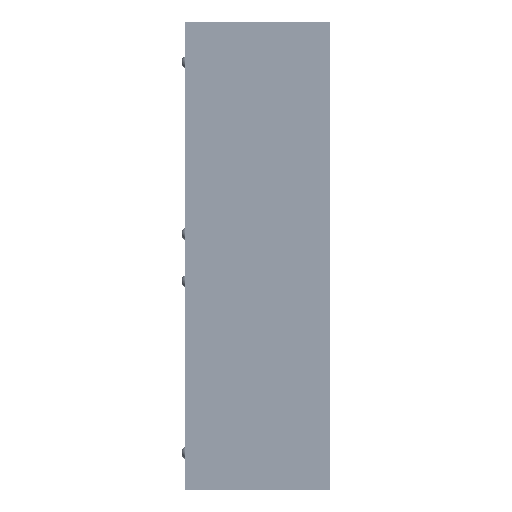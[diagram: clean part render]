
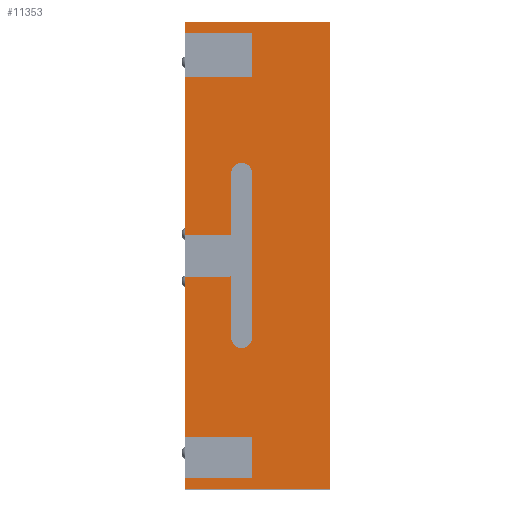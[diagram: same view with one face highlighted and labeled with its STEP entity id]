
A CAD part, left-side view. The second image highlights one B-rep face of the part: STEP entity #11353.
In plain terms, the highlighted face is planar.
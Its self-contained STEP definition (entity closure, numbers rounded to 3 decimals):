
#826=PLANE('',#12265);
#1294=FACE_OUTER_BOUND('',#2039,.T.);
#2039=EDGE_LOOP('',(#9918,#9919,#9920,#9921,#9922,#9923,#9924,#9925,#9926,
#9927,#9928,#9929,#9930,#9931,#9932,#9933,#9934,#9935,#9936,#9937));
#3162=LINE('',#17781,#4351);
#3169=LINE('',#17803,#4358);
#3170=LINE('',#17805,#4359);
#3171=LINE('',#17807,#4360);
#3172=LINE('',#17809,#4361);
#3173=LINE('',#17811,#4362);
#3174=LINE('',#17813,#4363);
#3175=LINE('',#17815,#4364);
#3176=LINE('',#17817,#4365);
#3177=LINE('',#17819,#4366);
#3178=LINE('',#17821,#4367);
#3179=LINE('',#17823,#4368);
#3180=LINE('',#17825,#4369);
#3181=LINE('',#17827,#4370);
#3182=LINE('',#17829,#4371);
#3183=LINE('',#17831,#4372);
#3184=LINE('',#17833,#4373);
#3185=LINE('',#17834,#4374);
#4351=VECTOR('',#14726,10.);
#4358=VECTOR('',#14747,10.);
#4359=VECTOR('',#14750,10.);
#4360=VECTOR('',#14751,10.);
#4361=VECTOR('',#14752,10.);
#4362=VECTOR('',#14753,10.);
#4363=VECTOR('',#14754,10.);
#4364=VECTOR('',#14755,10.);
#4365=VECTOR('',#14756,10.);
#4366=VECTOR('',#14757,10.);
#4367=VECTOR('',#14758,10.);
#4368=VECTOR('',#14759,10.);
#4369=VECTOR('',#14760,10.);
#4370=VECTOR('',#14761,10.);
#4371=VECTOR('',#14762,10.);
#4372=VECTOR('',#14763,10.);
#4373=VECTOR('',#14764,10.);
#4374=VECTOR('',#14765,10.);
#4804=CIRCLE('',#12260,5.);
#4806=CIRCLE('',#12263,5.);
#5631=VERTEX_POINT('',#17778);
#5632=VERTEX_POINT('',#17780);
#5634=VERTEX_POINT('',#17786);
#5637=VERTEX_POINT('',#17793);
#5638=VERTEX_POINT('',#17795);
#5640=VERTEX_POINT('',#17801);
#5641=VERTEX_POINT('',#17806);
#5642=VERTEX_POINT('',#17808);
#5643=VERTEX_POINT('',#17810);
#5644=VERTEX_POINT('',#17812);
#5645=VERTEX_POINT('',#17814);
#5646=VERTEX_POINT('',#17816);
#5647=VERTEX_POINT('',#17818);
#5648=VERTEX_POINT('',#17820);
#5649=VERTEX_POINT('',#17822);
#5650=VERTEX_POINT('',#17824);
#5651=VERTEX_POINT('',#17826);
#5652=VERTEX_POINT('',#17828);
#5653=VERTEX_POINT('',#17830);
#5654=VERTEX_POINT('',#17832);
#7099=EDGE_CURVE('',#5632,#5631,#3162,.T.);
#7103=EDGE_CURVE('',#5631,#5634,#4804,.T.);
#7106=EDGE_CURVE('',#5638,#5637,#4806,.T.);
#7110=EDGE_CURVE('',#5637,#5640,#3169,.T.);
#7111=EDGE_CURVE('',#5634,#5638,#3170,.T.);
#7112=EDGE_CURVE('',#5640,#5641,#3171,.T.);
#7113=EDGE_CURVE('',#5641,#5642,#3172,.T.);
#7114=EDGE_CURVE('',#5642,#5643,#3173,.T.);
#7115=EDGE_CURVE('',#5643,#5644,#3174,.T.);
#7116=EDGE_CURVE('',#5644,#5645,#3175,.T.);
#7117=EDGE_CURVE('',#5645,#5646,#3176,.T.);
#7118=EDGE_CURVE('',#5646,#5647,#3177,.T.);
#7119=EDGE_CURVE('',#5647,#5648,#3178,.T.);
#7120=EDGE_CURVE('',#5648,#5649,#3179,.T.);
#7121=EDGE_CURVE('',#5649,#5650,#3180,.T.);
#7122=EDGE_CURVE('',#5650,#5651,#3181,.T.);
#7123=EDGE_CURVE('',#5651,#5652,#3182,.T.);
#7124=EDGE_CURVE('',#5652,#5653,#3183,.T.);
#7125=EDGE_CURVE('',#5653,#5654,#3184,.T.);
#7126=EDGE_CURVE('',#5654,#5632,#3185,.T.);
#9918=ORIENTED_EDGE('',*,*,#7099,.T.);
#9919=ORIENTED_EDGE('',*,*,#7103,.T.);
#9920=ORIENTED_EDGE('',*,*,#7111,.T.);
#9921=ORIENTED_EDGE('',*,*,#7106,.T.);
#9922=ORIENTED_EDGE('',*,*,#7110,.T.);
#9923=ORIENTED_EDGE('',*,*,#7112,.T.);
#9924=ORIENTED_EDGE('',*,*,#7113,.T.);
#9925=ORIENTED_EDGE('',*,*,#7114,.T.);
#9926=ORIENTED_EDGE('',*,*,#7115,.T.);
#9927=ORIENTED_EDGE('',*,*,#7116,.T.);
#9928=ORIENTED_EDGE('',*,*,#7117,.T.);
#9929=ORIENTED_EDGE('',*,*,#7118,.T.);
#9930=ORIENTED_EDGE('',*,*,#7119,.T.);
#9931=ORIENTED_EDGE('',*,*,#7120,.T.);
#9932=ORIENTED_EDGE('',*,*,#7121,.T.);
#9933=ORIENTED_EDGE('',*,*,#7122,.T.);
#9934=ORIENTED_EDGE('',*,*,#7123,.T.);
#9935=ORIENTED_EDGE('',*,*,#7124,.T.);
#9936=ORIENTED_EDGE('',*,*,#7125,.T.);
#9937=ORIENTED_EDGE('',*,*,#7126,.T.);
#11353=ADVANCED_FACE('',(#1294),#826,.T.);
#12260=AXIS2_PLACEMENT_3D('',#17788,#14733,#14734);
#12263=AXIS2_PLACEMENT_3D('',#17796,#14740,#14741);
#12265=AXIS2_PLACEMENT_3D('',#17804,#14748,#14749);
#14726=DIRECTION('',(0.,0.,1.));
#14733=DIRECTION('center_axis',(-1.,0.,0.));
#14734=DIRECTION('ref_axis',(0.,1.,0.));
#14740=DIRECTION('center_axis',(-1.,0.,0.));
#14741=DIRECTION('ref_axis',(0.,-1.,0.));
#14747=DIRECTION('',(0.,0.,1.));
#14748=DIRECTION('center_axis',(1.,0.,0.));
#14749=DIRECTION('ref_axis',(0.,0.,-1.));
#14750=DIRECTION('',(0.,0.,-1.));
#14751=DIRECTION('',(0.,-1.,0.));
#14752=DIRECTION('',(0.,0.,-1.));
#14753=DIRECTION('',(0.,1.,0.));
#14754=DIRECTION('',(0.,0.,-1.));
#14755=DIRECTION('',(0.,-1.,0.));
#14756=DIRECTION('',(0.,0.,-1.));
#14757=DIRECTION('',(0.,1.,0.));
#14758=DIRECTION('',(0.,0.,1.));
#14759=DIRECTION('',(0.,-1.,0.));
#14760=DIRECTION('',(0.,0.,-1.));
#14761=DIRECTION('',(0.,1.,0.));
#14762=DIRECTION('',(0.,0.,-1.));
#14763=DIRECTION('',(0.,-1.,0.));
#14764=DIRECTION('',(0.,0.,-1.));
#14765=DIRECTION('',(0.,1.,0.));
#17778=CARTESIAN_POINT('',(5.4,22.4,-73.363));
#17780=CARTESIAN_POINT('',(5.4,22.4,-103.413));
#17781=CARTESIAN_POINT('',(5.4,22.4,-108.388));
#17786=CARTESIAN_POINT('',(5.4,32.4,-73.363));
#17788=CARTESIAN_POINT('Origin',(5.4,27.4,-73.363));
#17793=CARTESIAN_POINT('',(5.4,22.4,-153.363));
#17795=CARTESIAN_POINT('',(5.4,32.4,-153.363));
#17796=CARTESIAN_POINT('Origin',(5.4,27.4,-153.363));
#17801=CARTESIAN_POINT('',(5.4,22.4,-123.313));
#17803=CARTESIAN_POINT('',(5.4,22.4,-133.363));
#17804=CARTESIAN_POINT('Origin',(5.4,35.2,-113.363));
#17805=CARTESIAN_POINT('',(5.4,32.4,-93.363));
#17806=CARTESIAN_POINT('',(5.4,0.,-123.313));
#17807=CARTESIAN_POINT('',(5.4,0.,-123.313));
#17808=CARTESIAN_POINT('',(5.4,0.,-201.426));
#17809=CARTESIAN_POINT('',(5.4,0.,0.));
#17810=CARTESIAN_POINT('',(5.4,32.4,-201.426));
#17811=CARTESIAN_POINT('',(5.4,0.,-201.426));
#17812=CARTESIAN_POINT('',(5.4,32.4,-221.326));
#17813=CARTESIAN_POINT('',(5.4,32.4,-201.426));
#17814=CARTESIAN_POINT('',(5.4,0.,-221.326));
#17815=CARTESIAN_POINT('',(5.4,32.4,-221.326));
#17816=CARTESIAN_POINT('',(5.4,0.,-226.726));
#17817=CARTESIAN_POINT('',(5.4,0.,0.));
#17818=CARTESIAN_POINT('',(5.4,70.4,-226.726));
#17819=CARTESIAN_POINT('',(5.4,0.,-226.726));
#17820=CARTESIAN_POINT('',(5.4,70.4,0.));
#17821=CARTESIAN_POINT('',(5.4,70.4,-226.726));
#17822=CARTESIAN_POINT('',(5.4,0.,0.));
#17823=CARTESIAN_POINT('',(5.4,70.4,0.));
#17824=CARTESIAN_POINT('',(5.4,0.,-5.4));
#17825=CARTESIAN_POINT('',(5.4,0.,0.));
#17826=CARTESIAN_POINT('',(5.4,32.4,-5.4));
#17827=CARTESIAN_POINT('',(5.4,32.4,-5.4));
#17828=CARTESIAN_POINT('',(5.4,32.4,-25.3));
#17829=CARTESIAN_POINT('',(5.4,32.4,-25.3));
#17830=CARTESIAN_POINT('',(5.4,0.,-25.3));
#17831=CARTESIAN_POINT('',(5.4,0.,-25.3));
#17832=CARTESIAN_POINT('',(5.4,0.,-103.413));
#17833=CARTESIAN_POINT('',(5.4,0.,0.));
#17834=CARTESIAN_POINT('',(5.4,32.4,-103.413));
